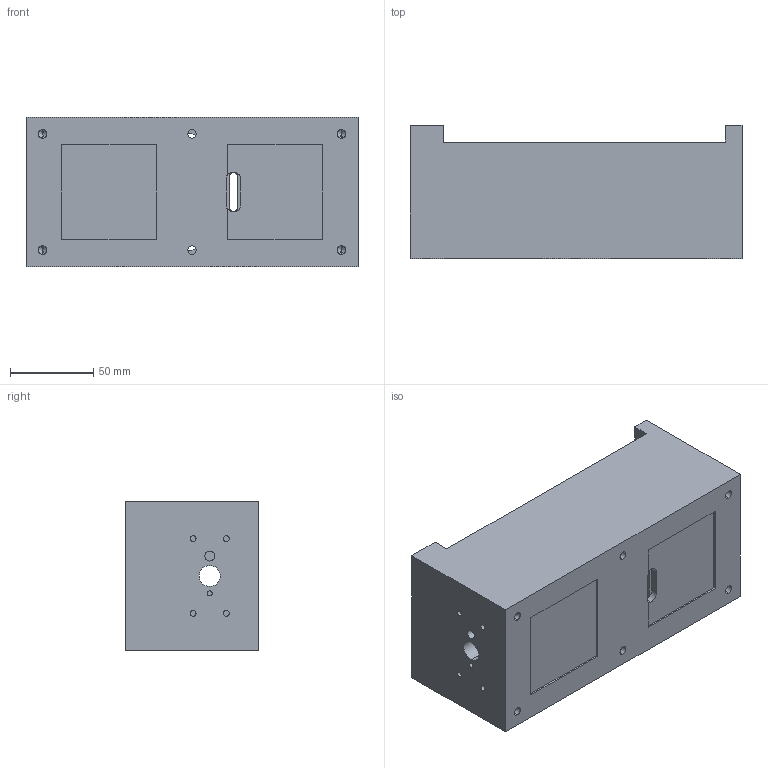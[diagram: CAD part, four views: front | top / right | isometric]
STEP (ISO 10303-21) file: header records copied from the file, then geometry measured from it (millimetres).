
FILE_DESCRIPTION (( 'STEP AP214' ), '1' );
FILE_NAME ('LaserCavity.step', '2020-10-12T18:40:56', ( '' ), ( '' ), 'SwSTEP 2.0', 'SolidWorks 2019', '' );
FILE_SCHEMA (( 'AUTOMOTIVE_DESIGN' ));
Length unit declared in the file: millimetre
Products named in the file (1): LaserCavity
Bounding box: 200 x 80 x 90 mm (x, y, z)
Volume: 664829.3 mm3; surface area: 113267.8 mm2
Topology: 1 solids, 1 shells, 152 faces, 409 edges, 248 vertices
Faces by surface type: cylinder 74, plane 50, cone 28
Entity records: 5221 total; most frequent: DIRECTION 851, CARTESIAN_POINT 782, ORIENTED_EDGE 762, EDGE_CURVE 381, AXIS2_PLACEMENT_3D 317, VERTEX_POINT 248, LINE 217, VECTOR 217
